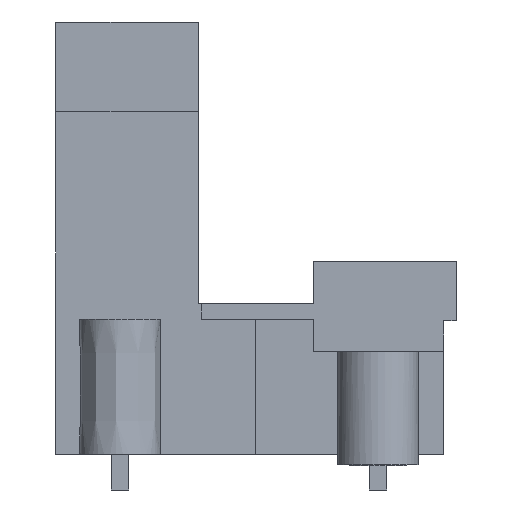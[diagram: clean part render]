
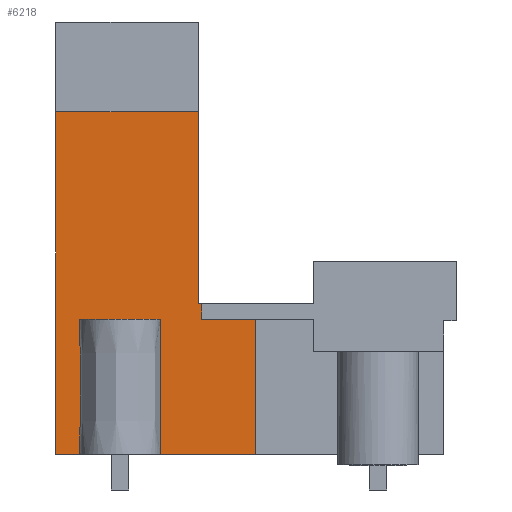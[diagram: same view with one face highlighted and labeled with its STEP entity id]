
A CAD part, left-side view. The second image highlights one B-rep face of the part: STEP entity #6218.
In plain terms, the highlighted planar face has unit normal (-1, 0, 0).
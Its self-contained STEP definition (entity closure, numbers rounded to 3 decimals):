
#6166=AXIS2_PLACEMENT_3D('Plane Axis2P3D',#6163,#6164,#6165) ;
#1712=CARTESIAN_POINT('Vertex',(3.84,11.84,2.1)) ;
#1715=CARTESIAN_POINT('Line Origine',(3.84,14.846,2.1)) ;
#1719=CARTESIAN_POINT('Vertex',(3.84,17.853,2.1)) ;
#1763=CARTESIAN_POINT('Vertex',(3.84,21.887,2.1)) ;
#1766=CARTESIAN_POINT('Line Origine',(3.84,22.779,2.1)) ;
#1770=CARTESIAN_POINT('Vertex',(3.84,23.67,2.1)) ;
#4163=CARTESIAN_POINT('Line Origine',(3.84,15.04,10.55)) ;
#4167=CARTESIAN_POINT('Vertex',(3.84,15.04,11.)) ;
#4169=CARTESIAN_POINT('Vertex',(3.84,15.04,10.1)) ;
#4201=CARTESIAN_POINT('Line Origine',(3.84,13.44,10.1)) ;
#4205=CARTESIAN_POINT('Vertex',(3.84,11.84,10.1)) ;
#4351=CARTESIAN_POINT('Vertex',(3.84,15.24,11.)) ;
#4354=CARTESIAN_POINT('Line Origine',(3.84,15.14,11.)) ;
#5937=CARTESIAN_POINT('Line Origine',(3.84,23.67,12.23)) ;
#5941=CARTESIAN_POINT('Vertex',(3.84,23.67,22.36)) ;
#6163=CARTESIAN_POINT('Axis2P3D Location',(3.84,23.67,1.5)) ;
#6168=CARTESIAN_POINT('Line Origine',(3.84,19.455,22.36)) ;
#6172=CARTESIAN_POINT('Vertex',(3.84,15.24,22.36)) ;
#6175=CARTESIAN_POINT('Line Origine',(3.84,21.887,6.1)) ;
#6179=CARTESIAN_POINT('Vertex',(3.84,21.887,10.1)) ;
#6182=CARTESIAN_POINT('Line Origine',(3.84,19.87,10.1)) ;
#6186=CARTESIAN_POINT('Vertex',(3.84,17.853,10.1)) ;
#6189=CARTESIAN_POINT('Line Origine',(3.84,17.853,6.1)) ;
#6194=CARTESIAN_POINT('Line Origine',(3.84,11.84,6.1)) ;
#6199=CARTESIAN_POINT('Line Origine',(3.84,15.24,16.68)) ;
#1716=DIRECTION('Vector Direction',(0.,-1.,0.)) ;
#1767=DIRECTION('Vector Direction',(0.,-1.,0.)) ;
#4164=DIRECTION('Vector Direction',(0.,0.,-1.)) ;
#4202=DIRECTION('Vector Direction',(0.,1.,0.)) ;
#4355=DIRECTION('Vector Direction',(0.,1.,0.)) ;
#5938=DIRECTION('Vector Direction',(0.,0.,1.)) ;
#6164=DIRECTION('Axis2P3D Direction',(-1.,0.,0.)) ;
#6165=DIRECTION('Axis2P3D XDirection',(0.,-1.,0.)) ;
#6169=DIRECTION('Vector Direction',(0.,-1.,0.)) ;
#6176=DIRECTION('Vector Direction',(0.,0.,1.)) ;
#6183=DIRECTION('Vector Direction',(0.,1.,0.)) ;
#6190=DIRECTION('Vector Direction',(0.,0.,1.)) ;
#6195=DIRECTION('Vector Direction',(0.,0.,1.)) ;
#6200=DIRECTION('Vector Direction',(0.,0.,-1.)) ;
#1717=VECTOR('Line Direction',#1716,1.) ;
#1768=VECTOR('Line Direction',#1767,1.) ;
#4165=VECTOR('Line Direction',#4164,1.) ;
#4203=VECTOR('Line Direction',#4202,1.) ;
#4356=VECTOR('Line Direction',#4355,1.) ;
#5939=VECTOR('Line Direction',#5938,1.) ;
#6170=VECTOR('Line Direction',#6169,1.) ;
#6177=VECTOR('Line Direction',#6176,1.) ;
#6184=VECTOR('Line Direction',#6183,1.) ;
#6191=VECTOR('Line Direction',#6190,1.) ;
#6196=VECTOR('Line Direction',#6195,1.) ;
#6201=VECTOR('Line Direction',#6200,1.) ;
#6205=ORIENTED_EDGE('',*,*,#6174,.T.) ;
#6206=ORIENTED_EDGE('',*,*,#5943,.T.) ;
#6207=ORIENTED_EDGE('',*,*,#1772,.T.) ;
#6208=ORIENTED_EDGE('',*,*,#6181,.T.) ;
#6209=ORIENTED_EDGE('',*,*,#6188,.F.) ;
#6210=ORIENTED_EDGE('',*,*,#6193,.F.) ;
#6211=ORIENTED_EDGE('',*,*,#1721,.T.) ;
#6212=ORIENTED_EDGE('',*,*,#6198,.T.) ;
#6213=ORIENTED_EDGE('',*,*,#4207,.T.) ;
#6214=ORIENTED_EDGE('',*,*,#4171,.F.) ;
#6215=ORIENTED_EDGE('',*,*,#4358,.F.) ;
#6216=ORIENTED_EDGE('',*,*,#6203,.F.) ;
#6218=ADVANCED_FACE('HOUSING',(#6217),#6167,.T.) ;
#1721=EDGE_CURVE('',#1720,#1713,#1718,.T.) ;
#1772=EDGE_CURVE('',#1771,#1764,#1769,.T.) ;
#4171=EDGE_CURVE('',#4168,#4170,#4166,.T.) ;
#4207=EDGE_CURVE('',#4206,#4170,#4204,.T.) ;
#4358=EDGE_CURVE('',#4352,#4168,#4357,.F.) ;
#5943=EDGE_CURVE('',#5942,#1771,#5940,.F.) ;
#6174=EDGE_CURVE('',#6173,#5942,#6171,.F.) ;
#6181=EDGE_CURVE('',#1764,#6180,#6178,.T.) ;
#6188=EDGE_CURVE('',#6187,#6180,#6185,.T.) ;
#6193=EDGE_CURVE('',#1720,#6187,#6192,.T.) ;
#6198=EDGE_CURVE('',#1713,#4206,#6197,.T.) ;
#6203=EDGE_CURVE('',#6173,#4352,#6202,.T.) ;
#6204=EDGE_LOOP('',(#6205,#6206,#6207,#6208,#6209,#6210,#6211,#6212,#6213,#6214,#6215,#6216)) ;
#6217=FACE_OUTER_BOUND('',#6204,.T.) ;
#1718=LINE('Line',#1715,#1717) ;
#1769=LINE('Line',#1766,#1768) ;
#4166=LINE('Line',#4163,#4165) ;
#4204=LINE('Line',#4201,#4203) ;
#4357=LINE('Line',#4354,#4356) ;
#5940=LINE('Line',#5937,#5939) ;
#6171=LINE('Line',#6168,#6170) ;
#6178=LINE('Line',#6175,#6177) ;
#6185=LINE('Line',#6182,#6184) ;
#6192=LINE('Line',#6189,#6191) ;
#6197=LINE('Line',#6194,#6196) ;
#6202=LINE('Line',#6199,#6201) ;
#6167=PLANE('',#6166) ;
#1713=VERTEX_POINT('',#1712) ;
#1720=VERTEX_POINT('',#1719) ;
#1764=VERTEX_POINT('',#1763) ;
#1771=VERTEX_POINT('',#1770) ;
#4168=VERTEX_POINT('',#4167) ;
#4170=VERTEX_POINT('',#4169) ;
#4206=VERTEX_POINT('',#4205) ;
#4352=VERTEX_POINT('',#4351) ;
#5942=VERTEX_POINT('',#5941) ;
#6173=VERTEX_POINT('',#6172) ;
#6180=VERTEX_POINT('',#6179) ;
#6187=VERTEX_POINT('',#6186) ;
